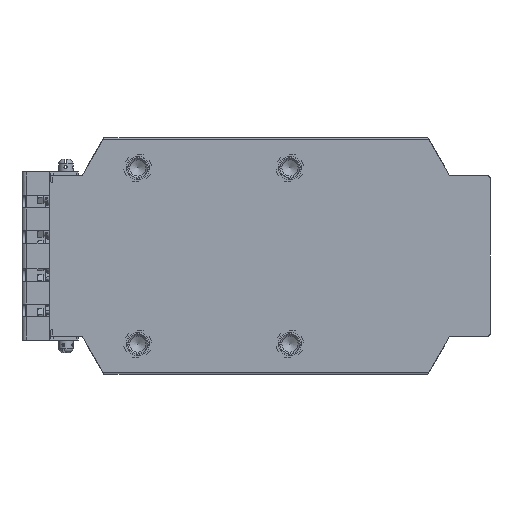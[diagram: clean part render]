
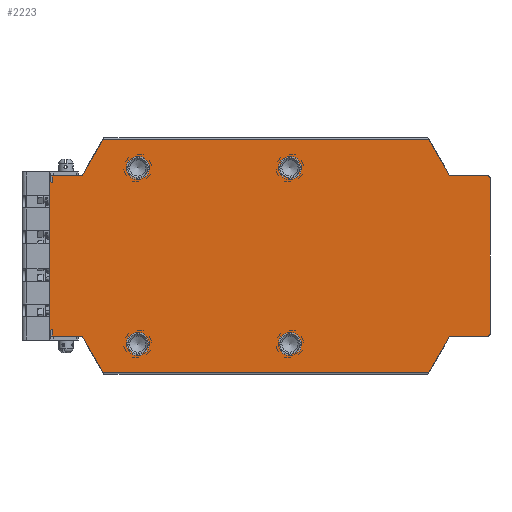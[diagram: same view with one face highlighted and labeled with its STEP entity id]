
A CAD part, front view. The second image highlights one B-rep face of the part: STEP entity #2223.
In plain terms, the highlighted planar face has unit normal (0, -1, 0).
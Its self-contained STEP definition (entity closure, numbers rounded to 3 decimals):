
#2223=ADVANCED_FACE('',(#55149,#55151,#55153,#55155,#55157),#55159,.F.);
#55149=FACE_BOUND('',#55150,.T.);
#55150=EDGE_LOOP('',(#96983,#96984,#96985,#96986,#96987,#96988,#96989,#96990,#96991,
#96992,#96993,#96994,#96995,#96996,#96997,#96998,#96999,#97000,#97001,#97002,#97003,
#97004));
#55151=FACE_BOUND('',#55152,.T.);
#55152=EDGE_LOOP('',(#97005));
#55153=FACE_BOUND('',#55154,.T.);
#55154=EDGE_LOOP('',(#97006));
#55155=FACE_BOUND('',#55156,.T.);
#55156=EDGE_LOOP('',(#97007));
#55157=FACE_BOUND('',#55158,.T.);
#55158=EDGE_LOOP('',(#97008));
#55159=PLANE('',#55160);
#55160=AXIS2_PLACEMENT_3D('',#55161,#55162,#55163);
#55161=CARTESIAN_POINT('',(0.,0.,0.));
#55162=DIRECTION('',(0.,1.,0.));
#55163=DIRECTION('',(1.,0.,0.));
#96983=ORIENTED_EDGE('',*,*,#130325,.T.);
#96984=ORIENTED_EDGE('',*,*,#130326,.T.);
#96985=ORIENTED_EDGE('',*,*,#130327,.T.);
#96986=ORIENTED_EDGE('',*,*,#130297,.F.);
#96987=ORIENTED_EDGE('',*,*,#130328,.F.);
#96988=ORIENTED_EDGE('',*,*,#130329,.F.);
#96989=ORIENTED_EDGE('',*,*,#130330,.F.);
#96990=ORIENTED_EDGE('',*,*,#130331,.F.);
#96991=ORIENTED_EDGE('',*,*,#130332,.F.);
#96992=ORIENTED_EDGE('',*,*,#130293,.F.);
#96993=ORIENTED_EDGE('',*,*,#130324,.F.);
#96994=ORIENTED_EDGE('',*,*,#130333,.F.);
#96995=ORIENTED_EDGE('',*,*,#130334,.F.);
#96996=ORIENTED_EDGE('',*,*,#130307,.F.);
#96997=ORIENTED_EDGE('',*,*,#130335,.F.);
#96998=ORIENTED_EDGE('',*,*,#130336,.F.);
#96999=ORIENTED_EDGE('',*,*,#130337,.T.);
#97000=ORIENTED_EDGE('',*,*,#130338,.F.);
#97001=ORIENTED_EDGE('',*,*,#130339,.F.);
#97002=ORIENTED_EDGE('',*,*,#130303,.F.);
#97003=ORIENTED_EDGE('',*,*,#130340,.T.);
#97004=ORIENTED_EDGE('',*,*,#130341,.T.);
#97005=ORIENTED_EDGE('',*,*,#130342,.T.);
#97006=ORIENTED_EDGE('',*,*,#130343,.T.);
#97007=ORIENTED_EDGE('',*,*,#130344,.T.);
#97008=ORIENTED_EDGE('',*,*,#130345,.T.);
#130293=EDGE_CURVE('',#146999,#147001,#147002,.T.);
#130297=EDGE_CURVE('',#147007,#147009,#147010,.T.);
#130303=EDGE_CURVE('',#147017,#147019,#147020,.T.);
#130307=EDGE_CURVE('',#147025,#147027,#147028,.T.);
#130324=EDGE_CURVE('',#147055,#146999,#147057,.T.);
#130325=EDGE_CURVE('',#147058,#147059,#147060,.T.);
#130326=EDGE_CURVE('',#147059,#147061,#147062,.T.);
#130327=EDGE_CURVE('',#147061,#147009,#147063,.T.);
#130328=EDGE_CURVE('',#147064,#147007,#147065,.T.);
#130329=EDGE_CURVE('',#147066,#147064,#147067,.T.);
#130330=EDGE_CURVE('',#147068,#147066,#147069,.T.);
#130331=EDGE_CURVE('',#147070,#147068,#147071,.T.);
#130332=EDGE_CURVE('',#147001,#147070,#147072,.T.);
#130333=EDGE_CURVE('',#147073,#147055,#147074,.T.);
#130334=EDGE_CURVE('',#147027,#147073,#147075,.T.);
#130335=EDGE_CURVE('',#147076,#147025,#147077,.T.);
#130336=EDGE_CURVE('',#147078,#147076,#147079,.T.);
#130337=EDGE_CURVE('',#147078,#147080,#147081,.T.);
#130338=EDGE_CURVE('',#147082,#147080,#147083,.T.);
#130339=EDGE_CURVE('',#147019,#147082,#147084,.T.);
#130340=EDGE_CURVE('',#147017,#147085,#147086,.T.);
#130341=EDGE_CURVE('',#147085,#147058,#147087,.T.);
#130342=EDGE_CURVE('',#147088,#147088,#147089,.T.);
#130343=EDGE_CURVE('',#147090,#147090,#147091,.T.);
#130344=EDGE_CURVE('',#147092,#147092,#147093,.T.);
#130345=EDGE_CURVE('',#147094,#147094,#147095,.T.);
#146999=VERTEX_POINT('',#174892);
#147001=VERTEX_POINT('',#174896);
#147002=LINE('',#174897,#174898);
#147007=VERTEX_POINT('',#174908);
#147009=VERTEX_POINT('',#174912);
#147010=LINE('',#174913,#174914);
#147017=VERTEX_POINT('',#174931);
#147019=VERTEX_POINT('',#174935);
#147020=LINE('',#174936,#174937);
#147025=VERTEX_POINT('',#174947);
#147027=VERTEX_POINT('',#174951);
#147028=LINE('',#174952,#174953);
#147055=VERTEX_POINT('',#175020);
#147057=CIRCLE('',#175024,1.);
#147058=VERTEX_POINT('',#175028);
#147059=VERTEX_POINT('',#175029);
#147060=LINE('',#175030,#175031);
#147061=VERTEX_POINT('',#175033);
#147062=LINE('',#175034,#175035);
#147063=LINE('',#175037,#175038);
#147064=VERTEX_POINT('',#175040);
#147065=CIRCLE('',#175041,1.);
#147066=VERTEX_POINT('',#175045);
#147067=LINE('',#175046,#175047);
#147068=VERTEX_POINT('',#175049);
#147069=LINE('',#175050,#175051);
#147070=VERTEX_POINT('',#175053);
#147071=LINE('',#175054,#175055);
#147072=CIRCLE('',#175057,1.);
#147073=VERTEX_POINT('',#175061);
#147074=LINE('',#175062,#175063);
#147075=CIRCLE('',#175065,1.);
#147076=VERTEX_POINT('',#175069);
#147077=CIRCLE('',#175070,1.);
#147078=VERTEX_POINT('',#175074);
#147079=LINE('',#175075,#175076);
#147080=VERTEX_POINT('',#175078);
#147081=LINE('',#175079,#175080);
#147082=VERTEX_POINT('',#175082);
#147083=LINE('',#175083,#175084);
#147084=CIRCLE('',#175086,1.);
#147085=VERTEX_POINT('',#175090);
#147086=LINE('',#175091,#175092);
#147087=LINE('',#175094,#175095);
#147088=VERTEX_POINT('',#175097);
#147089=CIRCLE('',#175098,6.5);
#147090=VERTEX_POINT('',#175102);
#147091=CIRCLE('',#175103,6.5);
#147092=VERTEX_POINT('',#175107);
#147093=CIRCLE('',#175108,6.5);
#147094=VERTEX_POINT('',#175112);
#147095=CIRCLE('',#175113,6.5);
#174892=CARTESIAN_POINT('',(139.,0.,-50.));
#174896=CARTESIAN_POINT('',(115.577,0.,-50.));
#174897=CARTESIAN_POINT('',(139.,0.,-50.));
#174898=VECTOR('',#174899,1.);
#174899=DIRECTION('',(-1.,0.,0.));
#174908=CARTESIAN_POINT('',(-115.577,0.,-50.));
#174912=CARTESIAN_POINT('',(-133.5,0.,-50.));
#174913=CARTESIAN_POINT('',(-115.577,0.,-50.));
#174914=VECTOR('',#174915,1.);
#174915=DIRECTION('',(-1.,0.,0.));
#174931=CARTESIAN_POINT('',(-133.5,0.,50.));
#174935=CARTESIAN_POINT('',(-115.577,0.,50.));
#174936=CARTESIAN_POINT('',(-133.5,0.,50.));
#174937=VECTOR('',#174938,1.);
#174938=DIRECTION('',(1.,0.,0.));
#174947=CARTESIAN_POINT('',(115.577,0.,50.));
#174951=CARTESIAN_POINT('',(139.,0.,50.));
#174952=CARTESIAN_POINT('',(115.577,0.,50.));
#174953=VECTOR('',#174954,1.);
#174954=DIRECTION('',(1.,0.,0.));
#175020=CARTESIAN_POINT('',(140.,0.,-49.));
#175024=AXIS2_PLACEMENT_3D('',#175025,#175026,#175027);
#175025=CARTESIAN_POINT('',(139.,0.,-49.));
#175026=DIRECTION('',(-0.,1.,0.));
#175027=DIRECTION('',(1.,0.,0.));
#175028=CARTESIAN_POINT('',(-135.,0.,46.));
#175029=CARTESIAN_POINT('',(-135.,0.,-46.));
#175030=CARTESIAN_POINT('',(-135.,0.,46.));
#175031=VECTOR('',#175032,1.);
#175032=DIRECTION('',(0.,0.,-1.));
#175033=CARTESIAN_POINT('',(-133.5,0.,-46.131));
#175034=CARTESIAN_POINT('',(-135.,0.,-46.));
#175035=VECTOR('',#175036,1.);
#175036=DIRECTION('',(0.996,0.,-0.087));
#175037=CARTESIAN_POINT('',(-133.5,0.,-46.131));
#175038=VECTOR('',#175039,1.);
#175039=DIRECTION('',(0.,0.,-1.));
#175040=CARTESIAN_POINT('',(-114.711,0.,-50.5));
#175041=AXIS2_PLACEMENT_3D('',#175042,#175043,#175044);
#175042=CARTESIAN_POINT('',(-115.577,0.,-51.));
#175043=DIRECTION('',(0.,-1.,-0.));
#175044=DIRECTION('',(0.866,0.,0.5));
#175045=CARTESIAN_POINT('',(-101.721,0.,-73.));
#175046=CARTESIAN_POINT('',(-101.721,0.,-73.));
#175047=VECTOR('',#175048,1.);
#175048=DIRECTION('',(-0.5,0.,0.866));
#175049=CARTESIAN_POINT('',(101.721,0.,-73.));
#175050=CARTESIAN_POINT('',(101.721,0.,-73.));
#175051=VECTOR('',#175052,1.);
#175052=DIRECTION('',(-1.,0.,0.));
#175053=CARTESIAN_POINT('',(114.711,0.,-50.5));
#175054=CARTESIAN_POINT('',(114.711,0.,-50.5));
#175055=VECTOR('',#175056,1.);
#175056=DIRECTION('',(-0.5,0.,-0.866));
#175057=AXIS2_PLACEMENT_3D('',#175058,#175059,#175060);
#175058=CARTESIAN_POINT('',(115.577,0.,-51.));
#175059=DIRECTION('',(0.,-1.,-0.));
#175060=DIRECTION('',(0.,0.,1.));
#175061=CARTESIAN_POINT('',(140.,0.,49.));
#175062=CARTESIAN_POINT('',(140.,0.,49.));
#175063=VECTOR('',#175064,1.);
#175064=DIRECTION('',(0.,0.,-1.));
#175065=AXIS2_PLACEMENT_3D('',#175066,#175067,#175068);
#175066=CARTESIAN_POINT('',(139.,0.,49.));
#175067=DIRECTION('',(-0.,1.,0.));
#175068=DIRECTION('',(0.,0.,1.));
#175069=CARTESIAN_POINT('',(114.711,0.,50.5));
#175070=AXIS2_PLACEMENT_3D('',#175071,#175072,#175073);
#175071=CARTESIAN_POINT('',(115.577,0.,51.));
#175072=DIRECTION('',(0.,-1.,-0.));
#175073=DIRECTION('',(-0.866,0.,-0.5));
#175074=CARTESIAN_POINT('',(101.721,0.,73.));
#175075=CARTESIAN_POINT('',(101.721,0.,73.));
#175076=VECTOR('',#175077,1.);
#175077=DIRECTION('',(0.5,0.,-0.866));
#175078=CARTESIAN_POINT('',(-101.721,0.,73.));
#175079=CARTESIAN_POINT('',(101.721,0.,73.));
#175080=VECTOR('',#175081,1.);
#175081=DIRECTION('',(-1.,0.,0.));
#175082=CARTESIAN_POINT('',(-114.711,0.,50.5));
#175083=CARTESIAN_POINT('',(-114.711,0.,50.5));
#175084=VECTOR('',#175085,1.);
#175085=DIRECTION('',(0.5,0.,0.866));
#175086=AXIS2_PLACEMENT_3D('',#175087,#175088,#175089);
#175087=CARTESIAN_POINT('',(-115.577,0.,51.));
#175088=DIRECTION('',(0.,-1.,-0.));
#175089=DIRECTION('',(0.,0.,-1.));
#175090=CARTESIAN_POINT('',(-133.5,0.,46.131));
#175091=CARTESIAN_POINT('',(-133.5,0.,50.));
#175092=VECTOR('',#175093,1.);
#175093=DIRECTION('',(0.,0.,-1.));
#175094=CARTESIAN_POINT('',(-133.5,0.,46.131));
#175095=VECTOR('',#175096,1.);
#175096=DIRECTION('',(-0.996,0.,-0.087));
#175097=CARTESIAN_POINT('',(21.5,0.,-55.));
#175098=AXIS2_PLACEMENT_3D('',#175099,#175100,#175101);
#175099=CARTESIAN_POINT('',(15.,0.,-55.));
#175100=DIRECTION('',(0.,1.,0.));
#175101=DIRECTION('',(1.,0.,0.));
#175102=CARTESIAN_POINT('',(-73.5,0.,55.));
#175103=AXIS2_PLACEMENT_3D('',#175104,#175105,#175106);
#175104=CARTESIAN_POINT('',(-80.,0.,55.));
#175105=DIRECTION('',(0.,1.,0.));
#175106=DIRECTION('',(1.,0.,0.));
#175107=CARTESIAN_POINT('',(-73.5,0.,-55.));
#175108=AXIS2_PLACEMENT_3D('',#175109,#175110,#175111);
#175109=CARTESIAN_POINT('',(-80.,0.,-55.));
#175110=DIRECTION('',(0.,1.,0.));
#175111=DIRECTION('',(1.,0.,0.));
#175112=CARTESIAN_POINT('',(21.5,0.,55.));
#175113=AXIS2_PLACEMENT_3D('',#175114,#175115,#175116);
#175114=CARTESIAN_POINT('',(15.,0.,55.));
#175115=DIRECTION('',(0.,1.,0.));
#175116=DIRECTION('',(1.,0.,0.));
